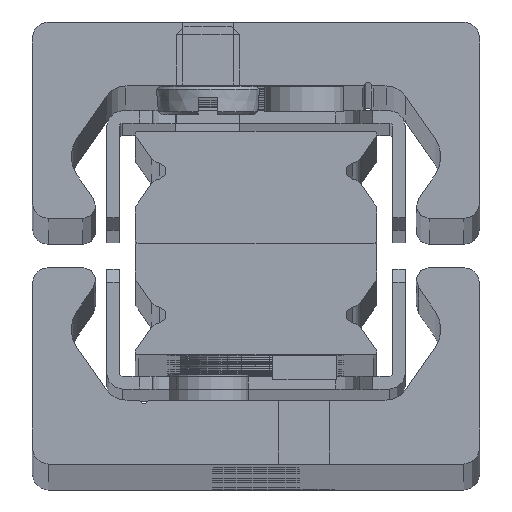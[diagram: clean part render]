
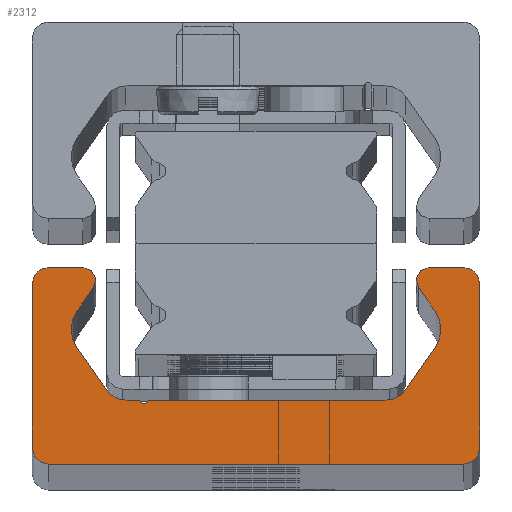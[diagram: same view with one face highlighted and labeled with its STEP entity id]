
A CAD part, top view. The second image highlights one B-rep face of the part: STEP entity #2312.
In plain terms, the highlighted planar face has unit normal (0, 0, 1).
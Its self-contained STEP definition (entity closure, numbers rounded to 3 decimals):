
#1388=CARTESIAN_POINT('',(7.0,0.0,930.0));
#1389=VERTEX_POINT('',#1388);
#1390=CARTESIAN_POINT('',(6.,1.0,930.0));
#1391=VERTEX_POINT('',#1390);
#1392=CARTESIAN_POINT('',(7.0,1.0,930.0));
#1393=DIRECTION('',(0.0,0.0,-1.0));
#1394=DIRECTION('',(-1.0,0.0,0.0));
#1395=AXIS2_PLACEMENT_3D('',#1392,#1393,#1394);
#1396=CIRCLE('',#1395,1.0);
#1397=EDGE_CURVE('',#1389,#1391,#1396,.T.);
#1430=CARTESIAN_POINT('',(6.,11.3,930.0));
#1431=VERTEX_POINT('',#1430);
#1432=CARTESIAN_POINT('',(6.,1.0,930.0));
#1433=DIRECTION('',(0.0,1.0,0.0));
#1434=VECTOR('',#1433,10.3);
#1435=LINE('',#1432,#1434);
#1436=EDGE_CURVE('',#1391,#1431,#1435,.T.);
#1461=CARTESIAN_POINT('',(7.0,12.3,930.0));
#1462=VERTEX_POINT('',#1461);
#1463=CARTESIAN_POINT('',(7.0,11.3,930.0));
#1464=DIRECTION('',(0.0,0.0,-1.0));
#1465=DIRECTION('',(0.0,1.0,0.0));
#1466=AXIS2_PLACEMENT_3D('',#1463,#1464,#1465);
#1467=CIRCLE('',#1466,1.);
#1468=EDGE_CURVE('',#1431,#1462,#1467,.T.);
#1494=CARTESIAN_POINT('',(9.17,12.3,930.0));
#1495=VERTEX_POINT('',#1494);
#1496=CARTESIAN_POINT('',(7.0,12.3,930.0));
#1497=DIRECTION('',(1.0,0.0,0.0));
#1498=VECTOR('',#1497,2.17);
#1499=LINE('',#1496,#1498);
#1500=EDGE_CURVE('',#1462,#1495,#1499,.T.);
#1525=CARTESIAN_POINT('',(9.826,11.041,930.0));
#1526=VERTEX_POINT('',#1525);
#1527=CARTESIAN_POINT('',(9.17,11.5,930.0));
#1528=DIRECTION('',(0.0,0.0,-1.0));
#1529=DIRECTION('',(0.819,-0.574,0.0));
#1530=AXIS2_PLACEMENT_3D('',#1527,#1528,#1529);
#1531=CIRCLE('',#1530,0.8);
#1532=EDGE_CURVE('',#1495,#1526,#1531,.T.);
#1558=CARTESIAN_POINT('',(8.794,9.567,930.0));
#1559=VERTEX_POINT('',#1558);
#1560=CARTESIAN_POINT('',(9.826,11.041,930.0));
#1561=DIRECTION('',(-0.574,-0.819,0.0));
#1562=VECTOR('',#1561,1.799);
#1563=LINE('',#1560,#1562);
#1564=EDGE_CURVE('',#1526,#1559,#1563,.T.);
#1589=CARTESIAN_POINT('',(8.794,7.273,930.0));
#1590=VERTEX_POINT('',#1589);
#1591=CARTESIAN_POINT('',(10.432,8.42,930.0));
#1592=DIRECTION('',(0.0,0.0,1.0));
#1593=DIRECTION('',(0.819,-0.574,0.0));
#1594=AXIS2_PLACEMENT_3D('',#1591,#1592,#1593);
#1595=CIRCLE('',#1594,2.0);
#1596=EDGE_CURVE('',#1559,#1590,#1595,.T.);
#1622=CARTESIAN_POINT('',(10.637,4.64,930.0));
#1623=VERTEX_POINT('',#1622);
#1624=CARTESIAN_POINT('',(8.794,7.273,930.0));
#1625=DIRECTION('',(0.574,-0.819,0.0));
#1626=VECTOR('',#1625,3.215);
#1627=LINE('',#1624,#1626);
#1628=EDGE_CURVE('',#1590,#1623,#1627,.T.);
#1653=CARTESIAN_POINT('',(11.866,4.0,930.0));
#1654=VERTEX_POINT('',#1653);
#1655=CARTESIAN_POINT('',(11.866,5.5,930.0));
#1656=DIRECTION('',(0.0,0.0,1.0));
#1657=DIRECTION('',(0.819,0.574,0.0));
#1658=AXIS2_PLACEMENT_3D('',#1655,#1656,#1657);
#1659=CIRCLE('',#1658,1.5);
#1660=EDGE_CURVE('',#1623,#1654,#1659,.T.);
#1686=CARTESIAN_POINT('',(12.665,4.0,930.0));
#1687=VERTEX_POINT('',#1686);
#1688=CARTESIAN_POINT('',(11.866,4.0,930.0));
#1689=DIRECTION('',(1.0,0.0,0.0));
#1690=VECTOR('',#1689,0.798);
#1691=LINE('',#1688,#1690);
#1692=EDGE_CURVE('',#1654,#1687,#1691,.T.);
#1717=CARTESIAN_POINT('',(12.76,3.929,930.0));
#1718=VERTEX_POINT('',#1717);
#1719=CARTESIAN_POINT('',(12.665,3.9,930.0));
#1720=DIRECTION('',(0.0,0.0,-1.0));
#1721=DIRECTION('',(0.958,0.286,0.0));
#1722=AXIS2_PLACEMENT_3D('',#1719,#1720,#1721);
#1723=CIRCLE('',#1722,0.1);
#1724=EDGE_CURVE('',#1687,#1718,#1723,.T.);
#1750=CARTESIAN_POINT('',(13.24,3.929,930.0));
#1751=VERTEX_POINT('',#1750);
#1752=CARTESIAN_POINT('',(13.,4.0,930.0));
#1753=DIRECTION('',(0.0,0.0,1.));
#1754=DIRECTION('',(0.958,0.286,0.0));
#1755=AXIS2_PLACEMENT_3D('',#1752,#1753,#1754);
#1756=CIRCLE('',#1755,0.25);
#1757=EDGE_CURVE('',#1718,#1751,#1756,.T.);
#1783=CARTESIAN_POINT('',(13.335,4.0,930.0));
#1784=VERTEX_POINT('',#1783);
#1785=CARTESIAN_POINT('',(13.335,3.9,930.0));
#1786=DIRECTION('',(0.0,0.0,-1.0));
#1787=DIRECTION('',(0.0,1.0,0.0));
#1788=AXIS2_PLACEMENT_3D('',#1785,#1786,#1787);
#1789=CIRCLE('',#1788,0.1);
#1790=EDGE_CURVE('',#1751,#1784,#1789,.T.);
#1816=CARTESIAN_POINT('',(28.134,4.,930.0));
#1817=VERTEX_POINT('',#1816);
#1818=CARTESIAN_POINT('',(13.335,4.0,930.0));
#1819=DIRECTION('',(1.0,0.0,0.0));
#1820=VECTOR('',#1819,14.798);
#1821=LINE('',#1818,#1820);
#1822=EDGE_CURVE('',#1784,#1817,#1821,.T.);
#1895=CARTESIAN_POINT('',(29.363,4.64,930.0));
#1896=VERTEX_POINT('',#1895);
#1897=CARTESIAN_POINT('',(28.134,5.5,930.0));
#1898=DIRECTION('',(0.0,0.0,1.0));
#1899=DIRECTION('',(0.0,1.0,0.0));
#1900=AXIS2_PLACEMENT_3D('',#1897,#1898,#1899);
#1901=CIRCLE('',#1900,1.5);
#1902=EDGE_CURVE('',#1817,#1896,#1901,.T.);
#1928=CARTESIAN_POINT('',(31.206,7.273,930.0));
#1929=VERTEX_POINT('',#1928);
#1930=CARTESIAN_POINT('',(29.363,4.64,930.0));
#1931=DIRECTION('',(0.574,0.819,0.0));
#1932=VECTOR('',#1931,3.215);
#1933=LINE('',#1930,#1932);
#1934=EDGE_CURVE('',#1896,#1929,#1933,.T.);
#1959=CARTESIAN_POINT('',(31.206,9.567,930.0));
#1960=VERTEX_POINT('',#1959);
#1961=CARTESIAN_POINT('',(29.568,8.42,930.0));
#1962=DIRECTION('',(0.0,0.0,1.));
#1963=DIRECTION('',(-0.819,0.574,0.0));
#1964=AXIS2_PLACEMENT_3D('',#1961,#1962,#1963);
#1965=CIRCLE('',#1964,2.0);
#1966=EDGE_CURVE('',#1929,#1960,#1965,.T.);
#1992=CARTESIAN_POINT('',(30.174,11.041,930.0));
#1993=VERTEX_POINT('',#1992);
#1994=CARTESIAN_POINT('',(31.206,9.567,930.0));
#1995=DIRECTION('',(-0.574,0.819,0.0));
#1996=VECTOR('',#1995,1.799);
#1997=LINE('',#1994,#1996);
#1998=EDGE_CURVE('',#1960,#1993,#1997,.T.);
#2023=CARTESIAN_POINT('',(30.83,12.3,930.0));
#2024=VERTEX_POINT('',#2023);
#2025=CARTESIAN_POINT('',(30.83,11.5,930.0));
#2026=DIRECTION('',(0.0,0.0,-1.0));
#2027=DIRECTION('',(0.0,1.0,0.0));
#2028=AXIS2_PLACEMENT_3D('',#2025,#2026,#2027);
#2029=CIRCLE('',#2028,0.8);
#2030=EDGE_CURVE('',#1993,#2024,#2029,.T.);
#2056=CARTESIAN_POINT('',(33.0,12.3,930.0));
#2057=VERTEX_POINT('',#2056);
#2058=CARTESIAN_POINT('',(30.83,12.3,930.0));
#2059=DIRECTION('',(1.0,0.0,0.0));
#2060=VECTOR('',#2059,2.17);
#2061=LINE('',#2058,#2060);
#2062=EDGE_CURVE('',#2024,#2057,#2061,.T.);
#2087=CARTESIAN_POINT('',(34.0,11.3,930.0));
#2088=VERTEX_POINT('',#2087);
#2089=CARTESIAN_POINT('',(33.0,11.3,930.0));
#2090=DIRECTION('',(0.0,0.0,-1.0));
#2091=DIRECTION('',(1.0,0.0,0.0));
#2092=AXIS2_PLACEMENT_3D('',#2089,#2090,#2091);
#2093=CIRCLE('',#2092,1.);
#2094=EDGE_CURVE('',#2057,#2088,#2093,.T.);
#2120=CARTESIAN_POINT('',(34.0,1.0,930.0));
#2121=VERTEX_POINT('',#2120);
#2122=CARTESIAN_POINT('',(34.0,11.3,930.0));
#2123=DIRECTION('',(0.0,-1.0,0.0));
#2124=VECTOR('',#2123,10.3);
#2125=LINE('',#2122,#2124);
#2126=EDGE_CURVE('',#2088,#2121,#2125,.T.);
#2151=CARTESIAN_POINT('',(33.0,0.0,930.0));
#2152=VERTEX_POINT('',#2151);
#2153=CARTESIAN_POINT('',(33.0,1.0,930.0));
#2154=DIRECTION('',(0.0,0.0,-1.0));
#2155=DIRECTION('',(0.0,-1.0,0.0));
#2156=AXIS2_PLACEMENT_3D('',#2153,#2154,#2155);
#2157=CIRCLE('',#2156,1.0);
#2158=EDGE_CURVE('',#2121,#2152,#2157,.T.);
#2184=CARTESIAN_POINT('',(33.0,0.0,930.0));
#2185=DIRECTION('',(-1.0,0.0,0.0));
#2186=VECTOR('',#2185,26.0);
#2187=LINE('',#2184,#2186);
#2188=EDGE_CURVE('',#2152,#1389,#2187,.T.);
#2281=CARTESIAN_POINT('',(19.983,4.783,930.0));
#2282=DIRECTION('',(0.0,0.0,1.0));
#2283=DIRECTION('',(1.0,0.0,0.0));
#2284=AXIS2_PLACEMENT_3D('',#2281,#2282,#2283);
#2285=PLANE('',#2284);
#2286=ORIENTED_EDGE('',*,*,#1397,.F.);
#2287=ORIENTED_EDGE('',*,*,#2188,.F.);
#2288=ORIENTED_EDGE('',*,*,#2158,.F.);
#2289=ORIENTED_EDGE('',*,*,#2126,.F.);
#2290=ORIENTED_EDGE('',*,*,#2094,.F.);
#2291=ORIENTED_EDGE('',*,*,#2062,.F.);
#2292=ORIENTED_EDGE('',*,*,#2030,.F.);
#2293=ORIENTED_EDGE('',*,*,#1998,.F.);
#2294=ORIENTED_EDGE('',*,*,#1966,.F.);
#2295=ORIENTED_EDGE('',*,*,#1934,.F.);
#2296=ORIENTED_EDGE('',*,*,#1902,.F.);
#2297=ORIENTED_EDGE('',*,*,#1822,.F.);
#2298=ORIENTED_EDGE('',*,*,#1790,.F.);
#2299=ORIENTED_EDGE('',*,*,#1757,.F.);
#2300=ORIENTED_EDGE('',*,*,#1724,.F.);
#2301=ORIENTED_EDGE('',*,*,#1692,.F.);
#2302=ORIENTED_EDGE('',*,*,#1660,.F.);
#2303=ORIENTED_EDGE('',*,*,#1628,.F.);
#2304=ORIENTED_EDGE('',*,*,#1596,.F.);
#2305=ORIENTED_EDGE('',*,*,#1564,.F.);
#2306=ORIENTED_EDGE('',*,*,#1532,.F.);
#2307=ORIENTED_EDGE('',*,*,#1500,.F.);
#2308=ORIENTED_EDGE('',*,*,#1468,.F.);
#2309=ORIENTED_EDGE('',*,*,#1436,.F.);
#2310=EDGE_LOOP('',(#2286,#2287,#2288,#2289,#2290,#2291,#2292,#2293,#2294,#2295,#2296,#2297,#2298,#2299,#2300,#2301,#2302,#2303,#2304,#2305,#2306,#2307,#2308,#2309));
#2311=FACE_OUTER_BOUND('',#2310,.T.);
#2312=ADVANCED_FACE('',(#2311),#2285,.T.);
